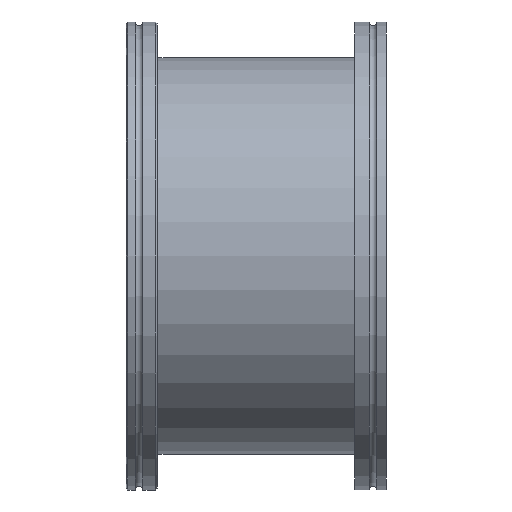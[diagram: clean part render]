
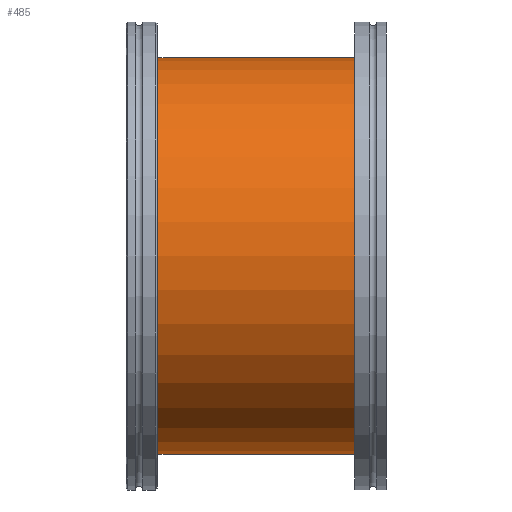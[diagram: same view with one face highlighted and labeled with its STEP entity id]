
A CAD part, front view. The second image highlights one B-rep face of the part: STEP entity #485.
In plain terms, the highlighted cylindrical face has radius 76.2 mm (diameter 152.4 mm), a full revolution.
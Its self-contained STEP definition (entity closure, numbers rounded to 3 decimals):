
#17=LINE('',#830,#31);
#31=VECTOR('',#645,76.2);
#45=CYLINDRICAL_SURFACE('',#540,76.2);
#79=FACE_OUTER_BOUND('',#107,.T.);
#107=EDGE_LOOP('',(#343,#344,#345,#346,#347,#348,#349));
#143=CIRCLE('',#533,76.2);
#144=CIRCLE('',#534,76.2);
#145=CIRCLE('',#535,76.2);
#149=CIRCLE('',#541,76.2);
#150=CIRCLE('',#542,76.2);
#203=VERTEX_POINT('',#812);
#204=VERTEX_POINT('',#814);
#205=VERTEX_POINT('',#816);
#208=VERTEX_POINT('',#826);
#209=VERTEX_POINT('',#827);
#260=EDGE_CURVE('',#203,#204,#143,.T.);
#261=EDGE_CURVE('',#204,#205,#144,.T.);
#262=EDGE_CURVE('',#205,#203,#145,.T.);
#266=EDGE_CURVE('',#208,#209,#149,.T.);
#267=EDGE_CURVE('',#209,#208,#150,.T.);
#268=EDGE_CURVE('',#209,#204,#17,.T.);
#343=ORIENTED_EDGE('',*,*,#266,.F.);
#344=ORIENTED_EDGE('',*,*,#267,.F.);
#345=ORIENTED_EDGE('',*,*,#268,.T.);
#346=ORIENTED_EDGE('',*,*,#260,.F.);
#347=ORIENTED_EDGE('',*,*,#262,.F.);
#348=ORIENTED_EDGE('',*,*,#261,.F.);
#349=ORIENTED_EDGE('',*,*,#268,.F.);
#485=ADVANCED_FACE('',(#79),#45,.T.);
#533=AXIS2_PLACEMENT_3D('',#815,#625,#626);
#534=AXIS2_PLACEMENT_3D('',#817,#627,#628);
#535=AXIS2_PLACEMENT_3D('',#818,#629,#630);
#540=AXIS2_PLACEMENT_3D('',#825,#639,#640);
#541=AXIS2_PLACEMENT_3D('',#828,#641,#642);
#542=AXIS2_PLACEMENT_3D('',#829,#643,#644);
#625=DIRECTION('center_axis',(-1.,0.,0.));
#626=DIRECTION('ref_axis',(0.,1.,0.));
#627=DIRECTION('center_axis',(-1.,0.,0.));
#628=DIRECTION('ref_axis',(0.,1.,0.));
#629=DIRECTION('center_axis',(-1.,0.,0.));
#630=DIRECTION('ref_axis',(0.,1.,0.));
#639=DIRECTION('center_axis',(1.,0.,0.));
#640=DIRECTION('ref_axis',(0.,-1.,0.));
#641=DIRECTION('center_axis',(1.,0.,0.));
#642=DIRECTION('ref_axis',(0.,0.,-1.));
#643=DIRECTION('center_axis',(1.,0.,0.));
#644=DIRECTION('ref_axis',(0.,0.,-1.));
#645=DIRECTION('',(-1.,0.,0.));
#812=CARTESIAN_POINT('',(12.3,0.,76.2));
#814=CARTESIAN_POINT('',(12.3,76.2,0.));
#815=CARTESIAN_POINT('Origin',(12.3,0.,0.));
#816=CARTESIAN_POINT('',(12.3,-76.2,0.));
#817=CARTESIAN_POINT('Origin',(12.3,0.,0.));
#818=CARTESIAN_POINT('Origin',(12.3,0.,0.));
#825=CARTESIAN_POINT('Origin',(50.,0.,0.));
#826=CARTESIAN_POINT('',(88.,-76.2,0.));
#827=CARTESIAN_POINT('',(88.,76.2,0.));
#828=CARTESIAN_POINT('Origin',(88.,0.,0.));
#829=CARTESIAN_POINT('Origin',(88.,0.,0.));
#830=CARTESIAN_POINT('',(50.,76.2,0.));
